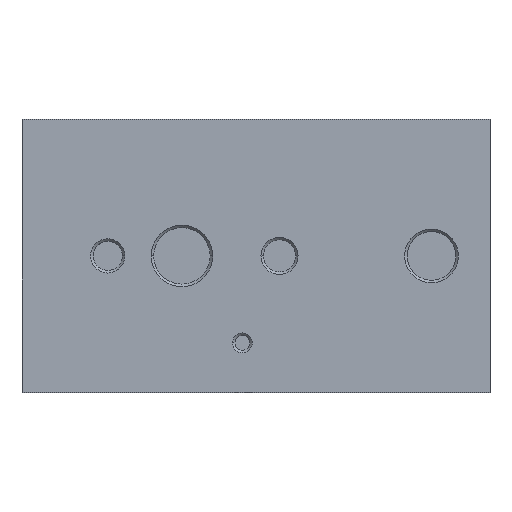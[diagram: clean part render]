
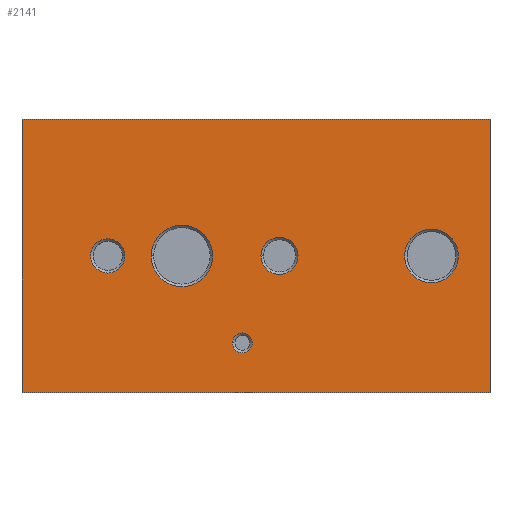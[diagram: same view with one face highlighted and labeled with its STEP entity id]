
A CAD part, top view. The second image highlights one B-rep face of the part: STEP entity #2141.
In plain terms, the highlighted planar face has unit normal (0, 0, 1).
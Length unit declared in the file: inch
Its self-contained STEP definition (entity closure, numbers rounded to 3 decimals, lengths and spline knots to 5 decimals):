
#13 = DIRECTION ( 'NONE',  ( -1., 0., 0. ) ) ;
#16 = ORIENTED_EDGE ( 'NONE', *, *, #573, .T. ) ;
#17 = AXIS2_PLACEMENT_3D ( 'NONE', #73, #2158, #2706 ) ;
#55 = ORIENTED_EDGE ( 'NONE', *, *, #1326, .T. ) ;
#73 = CARTESIAN_POINT ( 'NONE',  ( 0.10398, 0.05512, 0.035 ) ) ;
#94 = DIRECTION ( 'NONE',  ( -1., 0., 0. ) ) ;
#107 = EDGE_CURVE ( 'NONE', #1880, #2118, #3149, .T. ) ;
#108 = AXIS2_PLACEMENT_3D ( 'NONE', #2879, #3409, #1539 ) ;
#115 = CIRCLE ( 'NONE', #108, 0.01242 ) ;
#156 = CARTESIAN_POINT ( 'NONE',  ( 0.08898, 0.02, 0.035 ) ) ;
#167 = ORIENTED_EDGE ( 'NONE', *, *, #107, .F. ) ;
#208 = CIRCLE ( 'NONE', #492, 0.004 ) ;
#236 = AXIS2_PLACEMENT_3D ( 'NONE', #1237, #1819, #1067 ) ;
#285 = VERTEX_POINT ( 'NONE', #2095 ) ;
#288 = ORIENTED_EDGE ( 'NONE', *, *, #990, .T. ) ;
#289 = AXIS2_PLACEMENT_3D ( 'NONE', #400, #2315, #702 ) ;
#330 = EDGE_CURVE ( 'NONE', #1939, #964, #2834, .T. ) ;
#388 = CARTESIAN_POINT ( 'NONE',  ( 0.08498, 0.02, 0.035 ) ) ;
#400 = CARTESIAN_POINT ( 'NONE',  ( 0.03465, 0.05512, 0.035 ) ) ;
#408 = DIRECTION ( 'NONE',  ( -1., 0., 0. ) ) ;
#470 = CIRCLE ( 'NONE', #1101, 0.0075 ) ;
#492 = AXIS2_PLACEMENT_3D ( 'NONE', #2718, #917, #94 ) ;
#513 = LINE ( 'NONE', #2857, #2490 ) ;
#520 = LINE ( 'NONE', #3435, #1958 ) ;
#542 = EDGE_CURVE ( 'NONE', #1396, #2790, #208, .T. ) ;
#555 = FACE_BOUND ( 'NONE', #2988, .T. ) ;
#573 = EDGE_CURVE ( 'NONE', #2453, #1523, #2334, .T. ) ;
#594 = VERTEX_POINT ( 'NONE', #2958 ) ;
#640 = EDGE_LOOP ( 'NONE', ( #16, #288 ) ) ;
#647 = FACE_BOUND ( 'NONE', #2913, .T. ) ;
#667 = PLANE ( 'NONE',  #1021 ) ;
#702 = DIRECTION ( 'NONE',  ( -1., 0., 0. ) ) ;
#743 = DIRECTION ( 'NONE',  ( -1., 0., 0. ) ) ;
#751 = DIRECTION ( 'NONE',  ( 0., 0., -1. ) ) ;
#799 = VERTEX_POINT ( 'NONE', #2238 ) ;
#890 = ORIENTED_EDGE ( 'NONE', *, *, #1440, .T. ) ;
#917 = DIRECTION ( 'NONE',  ( 0., 0., -1. ) ) ;
#964 = VERTEX_POINT ( 'NONE', #2072 ) ;
#990 = EDGE_CURVE ( 'NONE', #1523, #2453, #1807, .T. ) ;
#996 = AXIS2_PLACEMENT_3D ( 'NONE', #156, #2049, #408 ) ;
#1021 = AXIS2_PLACEMENT_3D ( 'NONE', #1450, #1964, #1953 ) ;
#1044 = ORIENTED_EDGE ( 'NONE', *, *, #2836, .T. ) ;
#1067 = DIRECTION ( 'NONE',  ( -1., 0., 0. ) ) ;
#1101 = AXIS2_PLACEMENT_3D ( 'NONE', #3213, #1621, #13 ) ;
#1108 = CARTESIAN_POINT ( 'NONE',  ( 0.18898, 0.11024, 0.035 ) ) ;
#1110 = ORIENTED_EDGE ( 'NONE', *, *, #1369, .F. ) ;
#1122 = VERTEX_POINT ( 'NONE', #1108 ) ;
#1123 = AXIS2_PLACEMENT_3D ( 'NONE', #1380, #3239, #743 ) ;
#1200 = DIRECTION ( 'NONE',  ( 0., 1., 0. ) ) ;
#1237 = CARTESIAN_POINT ( 'NONE',  ( 0.03465, 0.05512, 0.035 ) ) ;
#1266 = DIRECTION ( 'NONE',  ( 1., 0., 0. ) ) ;
#1276 = FACE_BOUND ( 'NONE', #640, .T. ) ;
#1298 = EDGE_CURVE ( 'NONE', #799, #594, #1914, .T. ) ;
#1300 = CARTESIAN_POINT ( 'NONE',  ( 0.16535, 0.05512, 0.035 ) ) ;
#1326 = EDGE_CURVE ( 'NONE', #1880, #285, #520, .T. ) ;
#1369 = EDGE_CURVE ( 'NONE', #2118, #1122, #3432, .T. ) ;
#1380 = CARTESIAN_POINT ( 'NONE',  ( 0.06457, 0.05512, 0.035 ) ) ;
#1396 = VERTEX_POINT ( 'NONE', #2606 ) ;
#1420 = CIRCLE ( 'NONE', #996, 0.004 ) ;
#1440 = EDGE_CURVE ( 'NONE', #594, #799, #115, .T. ) ;
#1450 = CARTESIAN_POINT ( 'NONE',  ( 0., 0., 0.035 ) ) ;
#1460 = CARTESIAN_POINT ( 'NONE',  ( 0.02774, 0.05512, 0.035 ) ) ;
#1523 = VERTEX_POINT ( 'NONE', #1786 ) ;
#1539 = DIRECTION ( 'NONE',  ( -1., 0., 0. ) ) ;
#1616 = CIRCLE ( 'NONE', #236, 0.00691 ) ;
#1621 = DIRECTION ( 'NONE',  ( 0., 0., -1. ) ) ;
#1654 = CARTESIAN_POINT ( 'NONE',  ( 0., 0., 0.035 ) ) ;
#1658 = VERTEX_POINT ( 'NONE', #1460 ) ;
#1661 = ORIENTED_EDGE ( 'NONE', *, *, #3347, .T. ) ;
#1677 = ORIENTED_EDGE ( 'NONE', *, *, #1298, .T. ) ;
#1772 = EDGE_CURVE ( 'NONE', #964, #1939, #470, .T. ) ;
#1786 = CARTESIAN_POINT ( 'NONE',  ( 0.15451, 0.05512, 0.035 ) ) ;
#1807 = CIRCLE ( 'NONE', #1813, 0.01084 ) ;
#1813 = AXIS2_PLACEMENT_3D ( 'NONE', #1300, #751, #2629 ) ;
#1819 = DIRECTION ( 'NONE',  ( 0., 0., -1. ) ) ;
#1880 = VERTEX_POINT ( 'NONE', #1654 ) ;
#1914 = CIRCLE ( 'NONE', #1123, 0.01242 ) ;
#1939 = VERTEX_POINT ( 'NONE', #2838 ) ;
#1943 = DIRECTION ( 'NONE',  ( 0., 1., 0. ) ) ;
#1953 = DIRECTION ( 'NONE',  ( -1., 0., 0. ) ) ;
#1958 = VECTOR ( 'NONE', #1266, 39.37008 ) ;
#1964 = DIRECTION ( 'NONE',  ( 0., 0., -1. ) ) ;
#1994 = FACE_OUTER_BOUND ( 'NONE', #3101, .T. ) ;
#2044 = EDGE_CURVE ( 'NONE', #285, #1122, #513, .T. ) ;
#2049 = DIRECTION ( 'NONE',  ( 0., 0., -1. ) ) ;
#2072 = CARTESIAN_POINT ( 'NONE',  ( 0.11148, 0.05512, 0.035 ) ) ;
#2095 = CARTESIAN_POINT ( 'NONE',  ( 0.18898, 0., 0.035 ) ) ;
#2118 = VERTEX_POINT ( 'NONE', #2183 ) ;
#2141 = ADVANCED_FACE ( 'NONE', ( #2712, #3335, #555, #647, #1276, #1994 ), #667, .F. ) ;
#2150 = ORIENTED_EDGE ( 'NONE', *, *, #1772, .T. ) ;
#2158 = DIRECTION ( 'NONE',  ( 0., 0., -1. ) ) ;
#2183 = CARTESIAN_POINT ( 'NONE',  ( 0., 0.11024, 0.035 ) ) ;
#2238 = CARTESIAN_POINT ( 'NONE',  ( 0.05215, 0.05512, 0.035 ) ) ;
#2284 = ORIENTED_EDGE ( 'NONE', *, *, #2044, .T. ) ;
#2296 = EDGE_LOOP ( 'NONE', ( #1044, #3019 ) ) ;
#2315 = DIRECTION ( 'NONE',  ( 0., 0., -1. ) ) ;
#2334 = CIRCLE ( 'NONE', #2866, 0.01084 ) ;
#2342 = CARTESIAN_POINT ( 'NONE',  ( 0.1762, 0.05512, 0.035 ) ) ;
#2344 = EDGE_CURVE ( 'NONE', #1658, #2849, #1616, .T. ) ;
#2374 = ORIENTED_EDGE ( 'NONE', *, *, #330, .T. ) ;
#2401 = CARTESIAN_POINT ( 'NONE',  ( 0.16535, 0.05512, 0.035 ) ) ;
#2442 = VECTOR ( 'NONE', #1200, 39.37008 ) ;
#2453 = VERTEX_POINT ( 'NONE', #2342 ) ;
#2490 = VECTOR ( 'NONE', #1943, 39.37008 ) ;
#2564 = ORIENTED_EDGE ( 'NONE', *, *, #542, .T. ) ;
#2606 = CARTESIAN_POINT ( 'NONE',  ( 0.09298, 0.02, 0.035 ) ) ;
#2629 = DIRECTION ( 'NONE',  ( -1., 0., 0. ) ) ;
#2631 = VECTOR ( 'NONE', #3279, 39.37008 ) ;
#2683 = DIRECTION ( 'NONE',  ( -1., 0., 0. ) ) ;
#2706 = DIRECTION ( 'NONE',  ( -1., 0., 0. ) ) ;
#2712 = FACE_BOUND ( 'NONE', #2890, .T. ) ;
#2718 = CARTESIAN_POINT ( 'NONE',  ( 0.08898, 0.02, 0.035 ) ) ;
#2790 = VERTEX_POINT ( 'NONE', #388 ) ;
#2834 = CIRCLE ( 'NONE', #17, 0.0075 ) ;
#2836 = EDGE_CURVE ( 'NONE', #2849, #1658, #3267, .T. ) ;
#2838 = CARTESIAN_POINT ( 'NONE',  ( 0.09648, 0.05512, 0.035 ) ) ;
#2849 = VERTEX_POINT ( 'NONE', #2861 ) ;
#2857 = CARTESIAN_POINT ( 'NONE',  ( 0.18898, 0., 0.035 ) ) ;
#2861 = CARTESIAN_POINT ( 'NONE',  ( 0.04155, 0.05512, 0.035 ) ) ;
#2866 = AXIS2_PLACEMENT_3D ( 'NONE', #2401, #2909, #2683 ) ;
#2879 = CARTESIAN_POINT ( 'NONE',  ( 0.06457, 0.05512, 0.035 ) ) ;
#2890 = EDGE_LOOP ( 'NONE', ( #2564, #1661 ) ) ;
#2909 = DIRECTION ( 'NONE',  ( 0., 0., -1. ) ) ;
#2913 = EDGE_LOOP ( 'NONE', ( #2150, #2374 ) ) ;
#2958 = CARTESIAN_POINT ( 'NONE',  ( 0.07698, 0.05512, 0.035 ) ) ;
#2988 = EDGE_LOOP ( 'NONE', ( #890, #1677 ) ) ;
#3019 = ORIENTED_EDGE ( 'NONE', *, *, #2344, .T. ) ;
#3101 = EDGE_LOOP ( 'NONE', ( #167, #55, #2284, #1110 ) ) ;
#3149 = LINE ( 'NONE', #3284, #2442 ) ;
#3213 = CARTESIAN_POINT ( 'NONE',  ( 0.10398, 0.05512, 0.035 ) ) ;
#3239 = DIRECTION ( 'NONE',  ( 0., 0., -1. ) ) ;
#3263 = CARTESIAN_POINT ( 'NONE',  ( 0., 0.11024, 0.035 ) ) ;
#3267 = CIRCLE ( 'NONE', #289, 0.00691 ) ;
#3279 = DIRECTION ( 'NONE',  ( 1., 0., 0. ) ) ;
#3284 = CARTESIAN_POINT ( 'NONE',  ( 0., 0., 0.035 ) ) ;
#3335 = FACE_BOUND ( 'NONE', #2296, .T. ) ;
#3347 = EDGE_CURVE ( 'NONE', #2790, #1396, #1420, .T. ) ;
#3409 = DIRECTION ( 'NONE',  ( 0., 0., -1. ) ) ;
#3432 = LINE ( 'NONE', #3263, #2631 ) ;
#3435 = CARTESIAN_POINT ( 'NONE',  ( 0., 0., 0.035 ) ) ;
